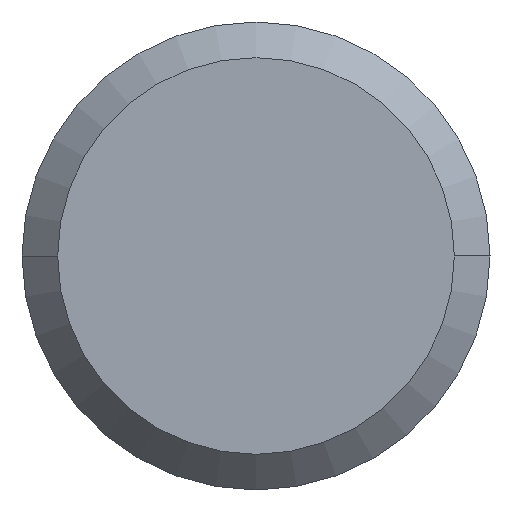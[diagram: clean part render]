
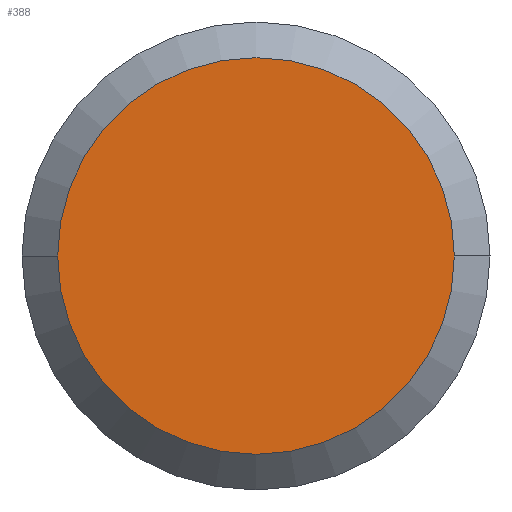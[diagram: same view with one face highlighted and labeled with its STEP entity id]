
A CAD part, left-side view. The second image highlights one B-rep face of the part: STEP entity #388.
In plain terms, the highlighted planar face has unit normal (-1, 0, 0).
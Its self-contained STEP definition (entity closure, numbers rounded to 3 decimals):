
#11 = AXIS2_PLACEMENT_3D ( 'NONE', #244, #85, #308 ) ;
#39 = AXIS2_PLACEMENT_3D ( 'NONE', #306, #404, #405 ) ;
#42 = CARTESIAN_POINT ( 'NONE',  ( 0., -4.238, 0. ) ) ;
#66 = CIRCLE ( 'NONE', #11, 4.238 ) ;
#68 = CARTESIAN_POINT ( 'NONE',  ( 0., 0., 0. ) ) ;
#78 = PLANE ( 'NONE',  #39 ) ;
#80 = FACE_OUTER_BOUND ( 'NONE', #166, .T. ) ;
#82 = ORIENTED_EDGE ( 'NONE', *, *, #329, .F. ) ;
#85 = DIRECTION ( 'NONE',  ( 1., 0., 0. ) ) ;
#94 = AXIS2_PLACEMENT_3D ( 'NONE', #68, #136, #359 ) ;
#136 = DIRECTION ( 'NONE',  ( 1., 0., 0. ) ) ;
#166 = EDGE_LOOP ( 'NONE', ( #82, #397 ) ) ;
#189 = CIRCLE ( 'NONE', #94, 4.238 ) ;
#244 = CARTESIAN_POINT ( 'NONE',  ( 0., 0., 0. ) ) ;
#252 = VERTEX_POINT ( 'NONE', #42 ) ;
#306 = CARTESIAN_POINT ( 'NONE',  ( 0., 0., 0. ) ) ;
#308 = DIRECTION ( 'NONE',  ( 0., 1., 0. ) ) ;
#329 = EDGE_CURVE ( 'NONE', #358, #252, #66, .T. ) ;
#358 = VERTEX_POINT ( 'NONE', #374 ) ;
#359 = DIRECTION ( 'NONE',  ( 0., 1., 0. ) ) ;
#374 = CARTESIAN_POINT ( 'NONE',  ( 0., 4.238, 0. ) ) ;
#388 = ADVANCED_FACE ( 'NONE', ( #80 ), #78, .T. ) ;
#397 = ORIENTED_EDGE ( 'NONE', *, *, #411, .F. ) ;
#404 = DIRECTION ( 'NONE',  ( -1., 0., 0. ) ) ;
#405 = DIRECTION ( 'NONE',  ( 0., -1., 0. ) ) ;
#411 = EDGE_CURVE ( 'NONE', #252, #358, #189, .T. ) ;
